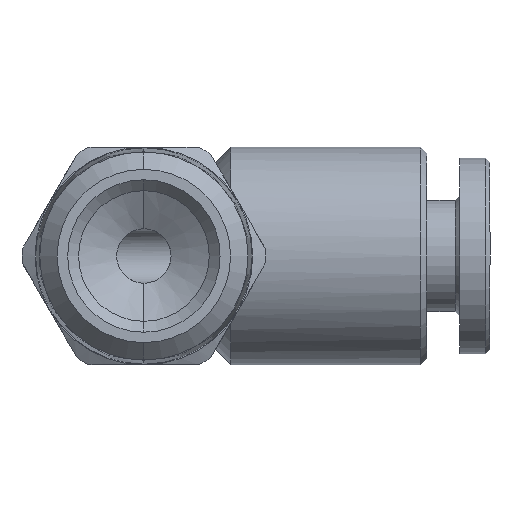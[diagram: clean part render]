
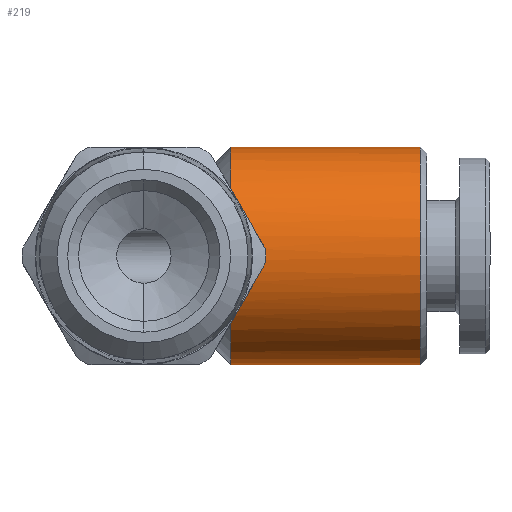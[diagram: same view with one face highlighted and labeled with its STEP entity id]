
A CAD part, front view. The second image highlights one B-rep face of the part: STEP entity #219.
In plain terms, the highlighted cylindrical face has radius 5 mm (diameter 10 mm), a partial arc.
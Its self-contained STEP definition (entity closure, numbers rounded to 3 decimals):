
#72 = EDGE_CURVE ( 'NONE', #1144, #1133, #1412, .T. ) ;
#78 = EDGE_CURVE ( 'NONE', #1210, #1183, #1386, .T. ) ;
#219 = ADVANCED_FACE ( 'NONE', ( #2455 ), #2458, .T. ) ;
#235 = EDGE_LOOP ( 'NONE', ( #1055, #1197, #732, #1172, #704, #758 ) ) ;
#414 = B_SPLINE_CURVE_WITH_KNOTS ( 'NONE', 3,
 ( #1668, #1669, #1670, #1671, #1672, #1673, #1674, #1675, #1676, #1677, #1678, #1679, #1680, #1681, #1682, #1683, #1684, #1685 ),
 .UNSPECIFIED., .F., .F.,
 ( 4, 2, 2, 2, 2, 2, 2, 2, 4 ),
 ( 0.023, 0.024, 0.025, 0.025, 0.026, 0.027, 0.028, 0.028, 0.029 ),
 .UNSPECIFIED. ) ;
#470 = DIRECTION ( 'NONE',  ( 0., 0., 1. ) ) ;
#471 = DIRECTION ( 'NONE',  ( -1., 0., 0. ) ) ;
#472 = CARTESIAN_POINT ( 'NONE',  ( 12.7, 0., 0. ) ) ;
#491 = EDGE_CURVE ( 'NONE', #1144, #1182, #414, .T. ) ;
#494 = EDGE_CURVE ( 'NONE', #1217, #1182, #2170, .T. ) ;
#580 = EDGE_CURVE ( 'NONE', #1183, #1133, #2107, .T. ) ;
#583 = EDGE_CURVE ( 'NONE', #1210, #1217, #2109, .T. ) ;
#704 = ORIENTED_EDGE ( 'NONE', *, *, #491, .T. ) ;
#732 = ORIENTED_EDGE ( 'NONE', *, *, #580, .T. ) ;
#758 = ORIENTED_EDGE ( 'NONE', *, *, #494, .F. ) ;
#935 = DIRECTION ( 'NONE',  ( -1., 0., 0. ) ) ;
#942 = CARTESIAN_POINT ( 'NONE',  ( 4., 0., 0. ) ) ;
#947 = DIRECTION ( 'NONE',  ( 0., 0., 1. ) ) ;
#989 = AXIS2_PLACEMENT_3D ( 'NONE', #1858, #1859, #1860 ) ;
#1030 = VECTOR ( 'NONE', #2257, 1000. ) ;
#1034 = VECTOR ( 'NONE', #2265, 1000. ) ;
#1055 = ORIENTED_EDGE ( 'NONE', *, *, #583, .F. ) ;
#1133 = VERTEX_POINT ( 'NONE', #2334 ) ;
#1144 = VERTEX_POINT ( 'NONE', #2343 ) ;
#1172 = ORIENTED_EDGE ( 'NONE', *, *, #72, .F. ) ;
#1182 = VERTEX_POINT ( 'NONE', #2362 ) ;
#1183 = VERTEX_POINT ( 'NONE', #2363 ) ;
#1197 = ORIENTED_EDGE ( 'NONE', *, *, #78, .T. ) ;
#1210 = VERTEX_POINT ( 'NONE', #2369 ) ;
#1217 = VERTEX_POINT ( 'NONE', #2376 ) ;
#1382 = AXIS2_PLACEMENT_3D ( 'NONE', #942, #935, #947 ) ;
#1384 = AXIS2_PLACEMENT_3D ( 'NONE', #472, #471, #470 ) ;
#1386 = CIRCLE ( 'NONE', #1384, 5. ) ;
#1412 = CIRCLE ( 'NONE', #1382, 5. ) ;
#1668 = CARTESIAN_POINT ( 'NONE',  ( 4., -4.181, 2.743 ) ) ;
#1669 = CARTESIAN_POINT ( 'NONE',  ( 4.126, -4.302, 2.558 ) ) ;
#1670 = CARTESIAN_POINT ( 'NONE',  ( 4.244, -4.415, 2.358 ) ) ;
#1671 = CARTESIAN_POINT ( 'NONE',  ( 4.452, -4.615, 1.939 ) ) ;
#1672 = CARTESIAN_POINT ( 'NONE',  ( 4.542, -4.702, 1.718 ) ) ;
#1673 = CARTESIAN_POINT ( 'NONE',  ( 4.692, -4.847, 1.251 ) ) ;
#1674 = CARTESIAN_POINT ( 'NONE',  ( 4.751, -4.904, 1.007 ) ) ;
#1675 = CARTESIAN_POINT ( 'NONE',  ( 4.829, -4.98, 0.513 ) ) ;
#1676 = CARTESIAN_POINT ( 'NONE',  ( 4.85, -5., 0.261 ) ) ;
#1677 = CARTESIAN_POINT ( 'NONE',  ( 4.85, -5., -0.254 ) ) ;
#1678 = CARTESIAN_POINT ( 'NONE',  ( 4.83, -4.981, -0.507 ) ) ;
#1679 = CARTESIAN_POINT ( 'NONE',  ( 4.752, -4.905, -1.004 ) ) ;
#1680 = CARTESIAN_POINT ( 'NONE',  ( 4.693, -4.847, -1.25 ) ) ;
#1681 = CARTESIAN_POINT ( 'NONE',  ( 4.543, -4.703, -1.716 ) ) ;
#1682 = CARTESIAN_POINT ( 'NONE',  ( 4.452, -4.615, -1.938 ) ) ;
#1683 = CARTESIAN_POINT ( 'NONE',  ( 4.244, -4.414, -2.36 ) ) ;
#1684 = CARTESIAN_POINT ( 'NONE',  ( 4.126, -4.301, -2.559 ) ) ;
#1685 = CARTESIAN_POINT ( 'NONE',  ( 4., -4.181, -2.743 ) ) ;
#1692 = CARTESIAN_POINT ( 'NONE',  ( 4., 0., 0. ) ) ;
#1693 = DIRECTION ( 'NONE',  ( -1., 0., 0. ) ) ;
#1694 = DIRECTION ( 'NONE',  ( 0., 0., 1. ) ) ;
#1858 = CARTESIAN_POINT ( 'NONE',  ( -3.45, 0., 0. ) ) ;
#1859 = DIRECTION ( 'NONE',  ( -1., 0., 0. ) ) ;
#1860 = DIRECTION ( 'NONE',  ( 0., 0., 1. ) ) ;
#2107 = LINE ( 'NONE', #2256, #1030 ) ;
#2109 = LINE ( 'NONE', #2264, #1034 ) ;
#2158 = AXIS2_PLACEMENT_3D ( 'NONE', #1692, #1693, #1694 ) ;
#2170 = CIRCLE ( 'NONE', #2158, 5. ) ;
#2256 = CARTESIAN_POINT ( 'NONE',  ( -3.45, 0., 5. ) ) ;
#2257 = DIRECTION ( 'NONE',  ( -1., 0., 0. ) ) ;
#2264 = CARTESIAN_POINT ( 'NONE',  ( -3.45, 0., -5. ) ) ;
#2265 = DIRECTION ( 'NONE',  ( -1., 0., 0. ) ) ;
#2334 = CARTESIAN_POINT ( 'NONE',  ( 4., 0., 5. ) ) ;
#2343 = CARTESIAN_POINT ( 'NONE',  ( 4., -4.181, 2.743 ) ) ;
#2362 = CARTESIAN_POINT ( 'NONE',  ( 4., -4.181, -2.743 ) ) ;
#2363 = CARTESIAN_POINT ( 'NONE',  ( 12.7, 0., 5. ) ) ;
#2369 = CARTESIAN_POINT ( 'NONE',  ( 12.7, 0., -5. ) ) ;
#2376 = CARTESIAN_POINT ( 'NONE',  ( 4., 0., -5. ) ) ;
#2455 = FACE_OUTER_BOUND ( 'NONE', #235, .T. ) ;
#2458 = CYLINDRICAL_SURFACE ( 'NONE', #989, 5. ) ;
